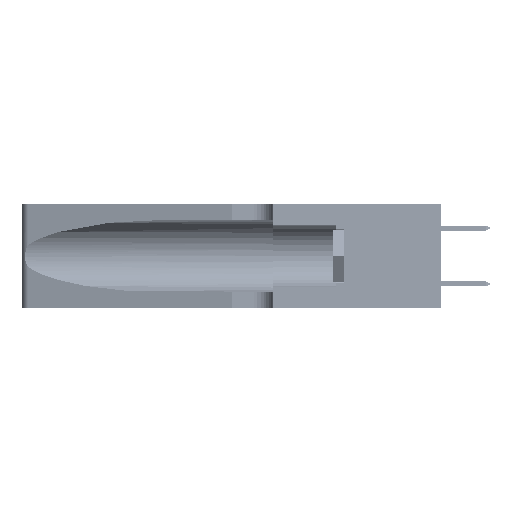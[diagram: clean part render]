
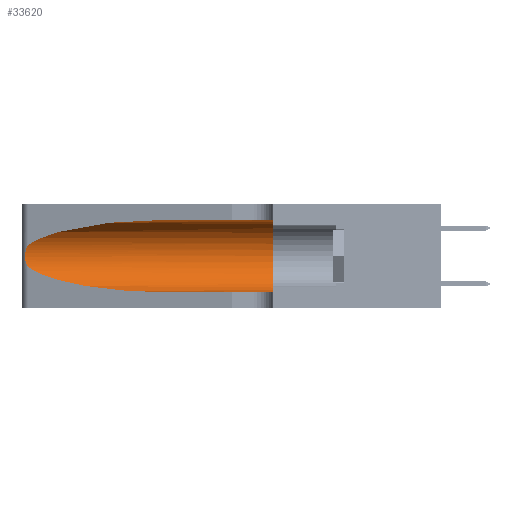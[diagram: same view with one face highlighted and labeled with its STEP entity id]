
A CAD part, left-side view. The second image highlights one B-rep face of the part: STEP entity #33620.
In plain terms, the highlighted cylindrical face has radius 3.308 mm (diameter 6.617 mm), a partial arc.
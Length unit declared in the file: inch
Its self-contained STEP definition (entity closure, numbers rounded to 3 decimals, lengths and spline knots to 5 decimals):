
#18 = DIRECTION ( 'NONE',  ( 0., -1., 0. ) ) ;
#738 = EDGE_CURVE ( 'NONE', #37100, #29042, #42106, .T. ) ;
#1254 = CARTESIAN_POINT ( 'NONE',  ( 0.26017, 1.23833, 0.17102 ) ) ;
#1483 = VERTEX_POINT ( 'NONE', #25739 ) ;
#3820 = ORIENTED_EDGE ( 'NONE', *, *, #13801, .T. ) ;
#4590 = EDGE_CURVE ( 'NONE', #20157, #1483, #16922, .T. ) ;
#4703 =( BOUNDED_CURVE ( )  B_SPLINE_CURVE ( 3, ( #14246, #6137, #50481, #26453 ),
 .UNSPECIFIED., .F., .T. ) 
 B_SPLINE_CURVE_WITH_KNOTS ( ( 4, 4 ),
 ( 1.5708, 2.84003 ),
 .UNSPECIFIED. ) 
 CURVE ( )  GEOMETRIC_REPRESENTATION_ITEM ( )  RATIONAL_B_SPLINE_CURVE ( ( 1., 0.87, 0.87, 1. ) ) 
 REPRESENTATION_ITEM ( '' )  );
#4836 = EDGE_CURVE ( 'NONE', #26326, #36560, #27059, .T. ) ;
#5307 = DIRECTION ( 'NONE',  ( 0., -1., 0. ) ) ;
#5308 = CARTESIAN_POINT ( 'NONE',  ( 0.25789, 1.23486, 0.15765 ) ) ;
#5384 = EDGE_CURVE ( 'NONE', #1483, #36560, #51461, .T. ) ;
#6137 = CARTESIAN_POINT ( 'NONE',  ( 0.18966, 0.96281, 0.31525 ) ) ;
#9189 = CARTESIAN_POINT ( 'NONE',  ( 0.25639, 1.23184, 0.21858 ) ) ;
#9368 = CARTESIAN_POINT ( 'NONE',  ( 0.1305, 1.61858, 0.05475 ) ) ;
#9369 = CARTESIAN_POINT ( 'NONE',  ( 0.25555, 1.22993, 0.14849 ) ) ;
#11237 = EDGE_CURVE ( 'NONE', #29042, #26326, #23500, .T. ) ;
#13078 = CARTESIAN_POINT ( 'NONE',  ( 0.25487, 1.22718, 0.14631 ) ) ;
#13237 = CARTESIAN_POINT ( 'NONE',  ( 0.25555, 1.22994, 0.2215 ) ) ;
#13259 = CARTESIAN_POINT ( 'NONE',  ( 0.18966, 0.96281, 0.05475 ) ) ;
#13801 = EDGE_CURVE ( 'NONE', #20157, #37100, #4703, .T. ) ;
#14164 = CARTESIAN_POINT ( 'NONE',  ( 0.1305, 1.61858, 0.185 ) ) ;
#14246 = CARTESIAN_POINT ( 'NONE',  ( 0.1305, 0.72297, 0.31525 ) ) ;
#15701 = ORIENTED_EDGE ( 'NONE', *, *, #4836, .T. ) ;
#16887 = AXIS2_PLACEMENT_3D ( 'NONE', #14164, #34265, #38262 ) ;
#16922 = LINE ( 'NONE', #24233, #50304 ) ;
#17295 = CARTESIAN_POINT ( 'NONE',  ( 0.25787, 1.23484, 0.2124 ) ) ;
#20157 = VERTEX_POINT ( 'NONE', #31796 ) ;
#20769 = DIRECTION ( 'NONE',  ( 0., 1., 0. ) ) ;
#21365 = CARTESIAN_POINT ( 'NONE',  ( 0.26018, 1.23835, 0.19895 ) ) ;
#23500 =( BOUNDED_CURVE ( )  B_SPLINE_CURVE ( 3, ( #13078, #33374, #13259, #41357 ),
 .UNSPECIFIED., .F., .F. ) 
 B_SPLINE_CURVE_WITH_KNOTS ( ( 4, 4 ),
 ( 3.44316, 4.71239 ),
 .UNSPECIFIED. ) 
 CURVE ( )  GEOMETRIC_REPRESENTATION_ITEM ( )  RATIONAL_B_SPLINE_CURVE ( ( 1., 0.87, 0.87, 1. ) ) 
 REPRESENTATION_ITEM ( '' )  );
#24233 = CARTESIAN_POINT ( 'NONE',  ( 0.1305, 1.61858, 0.31525 ) ) ;
#25197 = CYLINDRICAL_SURFACE ( 'NONE', #16887, 0.13025 ) ;
#25457 = CARTESIAN_POINT ( 'NONE',  ( 0.26075, 1.23896, 0.178 ) ) ;
#25739 = CARTESIAN_POINT ( 'NONE',  ( 0.1305, 0.35, 0.31525 ) ) ;
#26326 = VERTEX_POINT ( 'NONE', #50065 ) ;
#26453 = CARTESIAN_POINT ( 'NONE',  ( 0.25487, 1.22718, 0.22369 ) ) ;
#26929 = ORIENTED_EDGE ( 'NONE', *, *, #11237, .T. ) ;
#27059 = LINE ( 'NONE', #9368, #36424 ) ;
#27259 = CARTESIAN_POINT ( 'NONE',  ( 0.1305, 0.35, 0.05475 ) ) ;
#28880 = AXIS2_PLACEMENT_3D ( 'NONE', #44824, #20769, #48904 ) ;
#29042 = VERTEX_POINT ( 'NONE', #35034 ) ;
#29503 = CARTESIAN_POINT ( 'NONE',  ( 0.25856, 1.23593, 0.16098 ) ) ;
#31796 = CARTESIAN_POINT ( 'NONE',  ( 0.1305, 0.72297, 0.31525 ) ) ;
#33374 = CARTESIAN_POINT ( 'NONE',  ( 0.2373, 1.15595, 0.08982 ) ) ;
#33525 = CARTESIAN_POINT ( 'NONE',  ( 0.25639, 1.23186, 0.15144 ) ) ;
#33620 = ADVANCED_FACE ( 'NONE', ( #35852 ), #25197, .F. ) ;
#34265 = DIRECTION ( 'NONE',  ( 0., -1., 0. ) ) ;
#35034 = CARTESIAN_POINT ( 'NONE',  ( 0.25487, 1.22718, 0.14631 ) ) ;
#35852 = FACE_OUTER_BOUND ( 'NONE', #37616, .T. ) ;
#36424 = VECTOR ( 'NONE', #5307, 39.37008 ) ;
#36560 = VERTEX_POINT ( 'NONE', #27259 ) ;
#37061 = ORIENTED_EDGE ( 'NONE', *, *, #738, .T. ) ;
#37100 = VERTEX_POINT ( 'NONE', #47750 ) ;
#37514 = CARTESIAN_POINT ( 'NONE',  ( 0.25487, 1.22718, 0.14631 ) ) ;
#37616 = EDGE_LOOP ( 'NONE', ( #3820, #37061, #26929, #15701, #45101, #50099 ) ) ;
#38262 = DIRECTION ( 'NONE',  ( 0., 0., -1. ) ) ;
#41337 = CARTESIAN_POINT ( 'NONE',  ( 0.25487, 1.22718, 0.22369 ) ) ;
#41357 = CARTESIAN_POINT ( 'NONE',  ( 0.1305, 0.72297, 0.05475 ) ) ;
#42106 = B_SPLINE_CURVE_WITH_KNOTS ( 'NONE', 3,
 ( #41337, #13237, #9189, #17295, #45422, #21365, #49498, #25457, #1254, #29503, #5308, #33525, #9369, #37514 ),
 .UNSPECIFIED., .F., .F.,
 ( 4, 2, 2, 2, 2, 2, 4 ),
 ( 0., 0.00027, 0.00053, 0.00107, 0.0016, 0.00187, 0.00214 ),
 .UNSPECIFIED. ) ;
#44824 = CARTESIAN_POINT ( 'NONE',  ( 0.1305, 0.35, 0.185 ) ) ;
#45101 = ORIENTED_EDGE ( 'NONE', *, *, #5384, .F. ) ;
#45422 = CARTESIAN_POINT ( 'NONE',  ( 0.25854, 1.2359, 0.20912 ) ) ;
#47750 = CARTESIAN_POINT ( 'NONE',  ( 0.25487, 1.22718, 0.22369 ) ) ;
#48904 = DIRECTION ( 'NONE',  ( 0., 0., 1. ) ) ;
#49498 = CARTESIAN_POINT ( 'NONE',  ( 0.26075, 1.23896, 0.19203 ) ) ;
#50065 = CARTESIAN_POINT ( 'NONE',  ( 0.1305, 0.72297, 0.05475 ) ) ;
#50099 = ORIENTED_EDGE ( 'NONE', *, *, #4590, .F. ) ;
#50304 = VECTOR ( 'NONE', #18, 39.37008 ) ;
#50481 = CARTESIAN_POINT ( 'NONE',  ( 0.2373, 1.15595, 0.28018 ) ) ;
#51461 = CIRCLE ( 'NONE', #28880, 0.13025 ) ;
